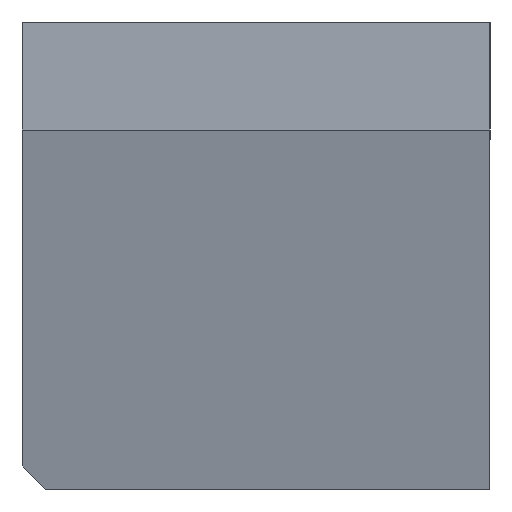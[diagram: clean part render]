
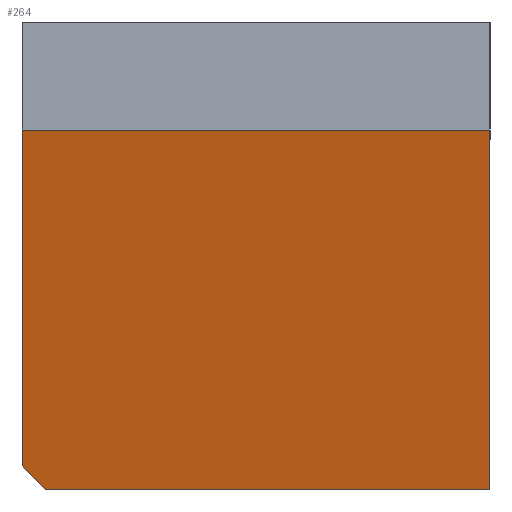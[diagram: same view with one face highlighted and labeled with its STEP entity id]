
A CAD part, left-side view. The second image highlights one B-rep face of the part: STEP entity #264.
In plain terms, the highlighted planar face has unit normal (-0.943, 0.334, 0).
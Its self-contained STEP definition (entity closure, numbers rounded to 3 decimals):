
#264=ADVANCED_FACE('NONE',(#640),#641,.F.);
#640=FACE_OUTER_BOUND('',#1125,.T.);
#641=PLANE('',#1126);
#1125=EDGE_LOOP('',(#2109,#2110,#2111,#2112,#2113));
#1126=AXIS2_PLACEMENT_3D('',#2114,#2115,#2116);
#2109=ORIENTED_EDGE('',*,*,#3374,.T.);
#2110=ORIENTED_EDGE('',*,*,#3492,.T.);
#2111=ORIENTED_EDGE('',*,*,#3493,.T.);
#2112=ORIENTED_EDGE('',*,*,#3364,.F.);
#2113=ORIENTED_EDGE('',*,*,#3494,.T.);
#2114=CARTESIAN_POINT('',(-6.916,-19.5,39.0));
#2115=DIRECTION('',(0.942,-0.334,0.0));
#2116=DIRECTION('',(0.0,0.0,-1.0));
#3364=EDGE_CURVE('NONE',#4221,#4223,#4224,.T.);
#3374=EDGE_CURVE('NONE',#4239,#4237,#4240,.T.);
#3492=EDGE_CURVE('NONE',#4237,#4436,#4437,.T.);
#3493=EDGE_CURVE('NONE',#4436,#4223,#4438,.T.);
#3494=EDGE_CURVE('NONE',#4221,#4239,#4439,.T.);
#4221=VERTEX_POINT('NONE',#5429);
#4223=VERTEX_POINT('NONE',#5432);
#4224=LINE('',#5433,#5434);
#4237=VERTEX_POINT('NONE',#5453);
#4239=VERTEX_POINT('NONE',#5456);
#4240=LINE('',#5457,#5458);
#4436=VERTEX_POINT('NONE',#5770);
#4437=LINE('',#5771,#5772);
#4438=LINE('',#5773,#5774);
#4439=LINE('',#5775,#5776);
#5429=CARTESIAN_POINT('',(-6.916,-19.5,30.0));
#5432=CARTESIAN_POINT('',(-6.916,-19.5,0.0));
#5433=CARTESIAN_POINT('',(-6.916,-19.5,39.0));
#5434=VECTOR('',#6318,1000.0);
#5453=CARTESIAN_POINT('',(6.916,19.5,2.0));
#5456=CARTESIAN_POINT('',(6.916,19.5,30.0));
#5457=CARTESIAN_POINT('',(6.916,19.5,39.0));
#5458=VECTOR('',#6326,1000.0);
#5770=CARTESIAN_POINT('',(6.207,17.5,0.0));
#5771=CARTESIAN_POINT('',(6.916,19.5,2.0));
#5772=VECTOR('',#6443,1000.0);
#5773=CARTESIAN_POINT('',(-6.916,-19.5,0.0));
#5774=VECTOR('',#6444,1000.0);
#5775=CARTESIAN_POINT('',(-6.916,-19.5,30.0));
#5776=VECTOR('',#6445,1000.0);
#6318=DIRECTION('',(-0.0,-0.0,-1.0));
#6326=DIRECTION('',(-0.0,-0.0,-1.0));
#6443=DIRECTION('',(-0.243,-0.686,-0.686));
#6444=DIRECTION('',(-0.334,-0.942,-0.0));
#6445=DIRECTION('',(0.334,0.942,0.0));
